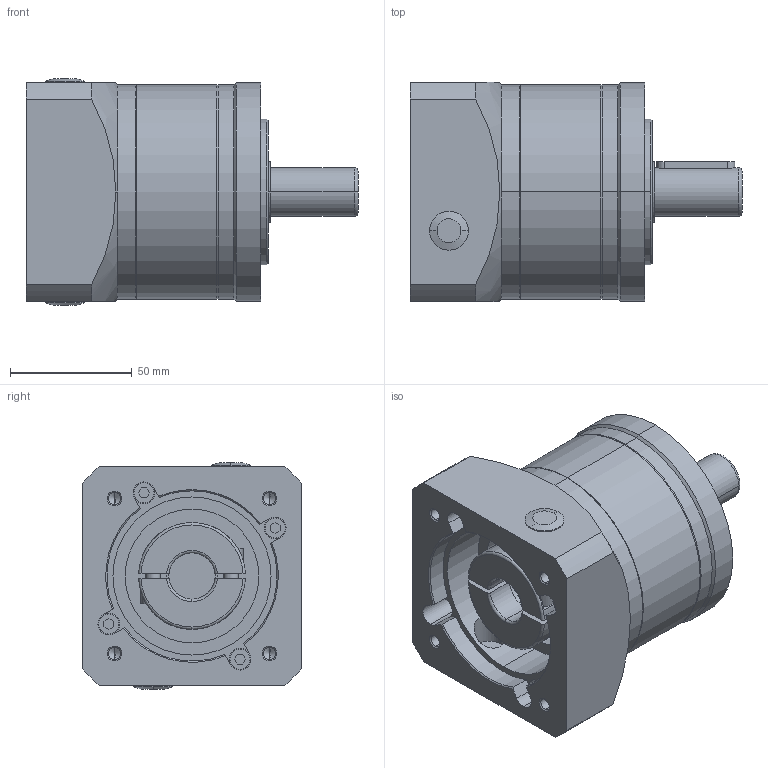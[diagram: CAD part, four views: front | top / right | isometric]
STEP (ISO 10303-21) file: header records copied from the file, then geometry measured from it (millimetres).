
FILE_DESCRIPTION (( 'STEP AP203' ), '1' );
FILE_NAME ('JAE090-L1-19-70-90-M6-A20.STEP', '2022-03-20T07:16:34', ( '' ), ( '' ), 'SwSTEP 2.0', 'SolidWorks 2018', '' );
FILE_SCHEMA (( 'CONFIG_CONTROL_DESIGN' ));
Length unit declared in the file: millimetre
Products named in the file (1): JAE090-L1-19-70-90-M6-A20
Bounding box: 136.5 x 90 x 93 mm (x, y, z)
Volume: 575522.4 mm3; surface area: 104563.4 mm2
Topology: 18 solids, 18 shells, 464 faces, 1093 edges, 684 vertices
Faces by surface type: plane 197, cylinder 139, cone 63, torus 35, bspline 24, sphere 6
Entity records: 14563 total; most frequent: CARTESIAN_POINT 3767, DIRECTION 2329, ORIENTED_EDGE 2150, EDGE_CURVE 1075, AXIS2_PLACEMENT_3D 903, VERTEX_POINT 684, LINE 523, VECTOR 523
